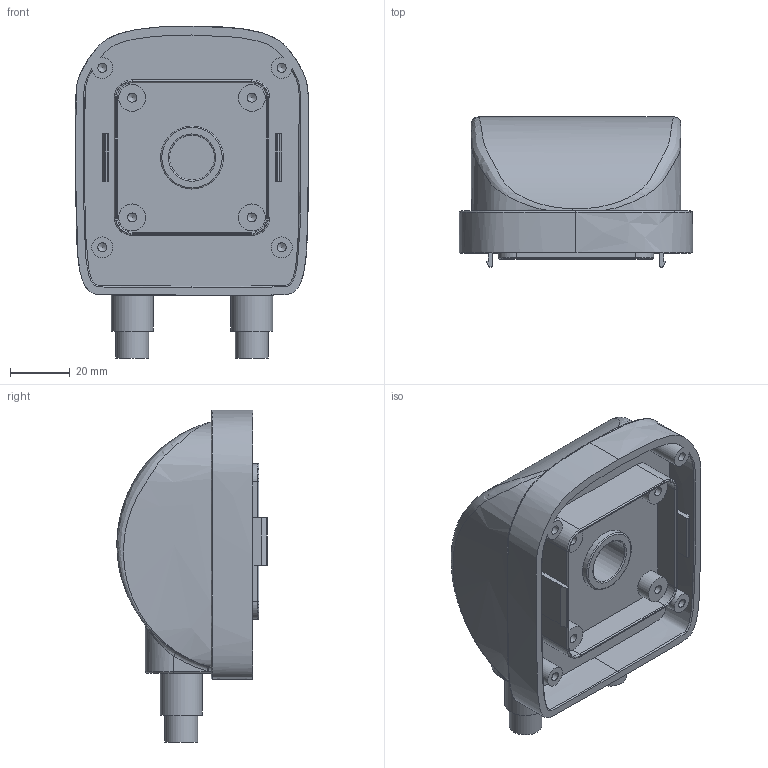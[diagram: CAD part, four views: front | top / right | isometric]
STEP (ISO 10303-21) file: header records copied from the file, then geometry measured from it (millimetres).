
FILE_DESCRIPTION(/* description */ (''),/* implementation_level */ '2;1');
FILE_NAME(/* name */ 'Pump_Head.stp',/* time_stamp */ '2016-05-14T20:25:07+02:00',/* author */ ('Cornelius'),/* organization */ (''),/* preprocessor_version */ 'ST-DEVELOPER v16.5',/* originating_system */ 'Autodesk Inventor 2017',/* authorisation */ '');
FILE_SCHEMA (('AUTOMOTIVE_DESIGN { 1 0 10303 214 3 1 1 }'));
Length unit declared in the file: millimetre
Products named in the file (1): Pump_Head
Bounding box: 77.97 x 50.22 x 111 mm (x, y, z)
Volume: 183273.4 mm3; surface area: 38243.4 mm2
Topology: 1 solids, 1 shells, 148 faces, 335 edges, 209 vertices
Faces by surface type: cylinder 55, plane 47, bspline 22, torus 16, cone 8
Full cylindrical faces by diameter (mm): 3 x8, 7 x4, 9 x4, 11 x2, 14 x2, 15 x1, 21 x1
Entity records: 13108 total; most frequent: CARTESIAN_POINT 9967, DIRECTION 649, ORIENTED_EDGE 590, EDGE_CURVE 295, AXIS2_PLACEMENT_3D 268, VERTEX_POINT 201, EDGE_LOOP 200, FACE_OUTER_BOUND 148
